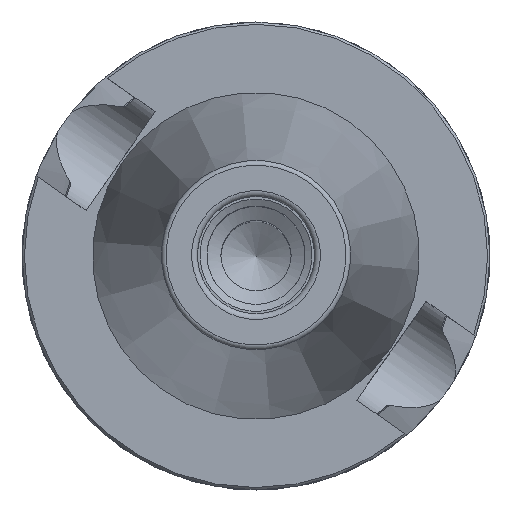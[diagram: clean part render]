
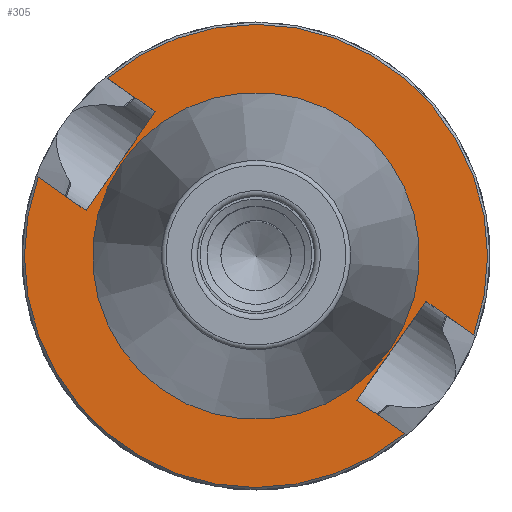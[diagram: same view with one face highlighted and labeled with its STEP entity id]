
A CAD part, top view. The second image highlights one B-rep face of the part: STEP entity #305.
In plain terms, the highlighted planar face has unit normal (0, 0, 1).
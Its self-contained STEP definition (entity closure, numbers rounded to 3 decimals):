
#128=LINE('',#1876,#146);
#129=LINE('',#1878,#147);
#130=LINE('',#1880,#148);
#131=LINE('',#1884,#149);
#132=LINE('',#1886,#150);
#133=LINE('',#1888,#151);
#146=VECTOR('',#1451,1.);
#147=VECTOR('',#1452,1.);
#148=VECTOR('',#1453,1.);
#149=VECTOR('',#1456,1.);
#150=VECTOR('',#1457,1.);
#151=VECTOR('',#1458,1.);
#249=PLANE('',#1269);
#305=ADVANCED_FACE('',(#409,#410),#249,.T.);
#409=FACE_BOUND('',#545,.T.);
#410=FACE_BOUND('',#546,.T.);
#545=EDGE_LOOP('',(#731,#732,#733,#734,#735,#736,#737,#738));
#546=EDGE_LOOP('',(#739));
#731=ORIENTED_EDGE('',*,*,#1074,.F.);
#732=ORIENTED_EDGE('',*,*,#1075,.F.);
#733=ORIENTED_EDGE('',*,*,#1076,.F.);
#734=ORIENTED_EDGE('',*,*,#1077,.T.);
#735=ORIENTED_EDGE('',*,*,#1078,.F.);
#736=ORIENTED_EDGE('',*,*,#1079,.F.);
#737=ORIENTED_EDGE('',*,*,#1080,.F.);
#738=ORIENTED_EDGE('',*,*,#1045,.T.);
#739=ORIENTED_EDGE('',*,*,#1081,.T.);
#937=VERTEX_POINT('',#1736);
#938=VERTEX_POINT('',#1738);
#959=VERTEX_POINT('',#1877);
#960=VERTEX_POINT('',#1879);
#961=VERTEX_POINT('',#1881);
#962=VERTEX_POINT('',#1883);
#963=VERTEX_POINT('',#1885);
#964=VERTEX_POINT('',#1887);
#965=VERTEX_POINT('',#1890);
#1045=EDGE_CURVE('',#938,#937,#1161,.T.);
#1074=EDGE_CURVE('',#959,#937,#128,.T.);
#1075=EDGE_CURVE('',#960,#959,#129,.T.);
#1076=EDGE_CURVE('',#961,#960,#130,.T.);
#1077=EDGE_CURVE('',#961,#962,#1173,.T.);
#1078=EDGE_CURVE('',#963,#962,#131,.T.);
#1079=EDGE_CURVE('',#964,#963,#132,.T.);
#1080=EDGE_CURVE('',#938,#964,#133,.T.);
#1081=EDGE_CURVE('',#965,#965,#1174,.T.);
#1161=CIRCLE('',#1245,49.5);
#1173=CIRCLE('',#1267,49.5);
#1174=CIRCLE('',#1268,34.663);
#1245=AXIS2_PLACEMENT_3D('',#1737,#1405,#1406);
#1267=AXIS2_PLACEMENT_3D('',#1882,#1454,#1455);
#1268=AXIS2_PLACEMENT_3D('',#1889,#1459,#1460);
#1269=AXIS2_PLACEMENT_3D('',#1891,#1461,#1462);
#1405=DIRECTION('',(0.,0.,1.));
#1406=DIRECTION('',(0.574,0.819,0.));
#1451=DIRECTION('',(0.819,-0.574,0.));
#1452=DIRECTION('',(-0.574,-0.819,0.));
#1453=DIRECTION('',(-0.819,0.574,0.));
#1454=DIRECTION('',(0.,0.,1.));
#1455=DIRECTION('',(0.574,0.819,0.));
#1456=DIRECTION('',(-0.819,0.574,0.));
#1457=DIRECTION('',(0.574,0.819,0.));
#1458=DIRECTION('',(0.819,-0.574,0.));
#1459=DIRECTION('',(0.,0.,-1.));
#1460=DIRECTION('',(-0.574,-0.819,0.));
#1461=DIRECTION('',(0.,0.,1.));
#1462=DIRECTION('',(0.574,0.819,0.));
#1736=CARTESIAN_POINT('',(31.746,-37.98,-3.));
#1737=CARTESIAN_POINT('',(0.,0.,-3.));
#1738=CARTESIAN_POINT('',(-46.547,16.841,-3.));
#1876=CARTESIAN_POINT('',(-7.401,-10.569,-3.));
#1877=CARTESIAN_POINT('',(21.515,-30.816,-3.));
#1878=CARTESIAN_POINT('',(57.595,20.71,-3.));
#1879=CARTESIAN_POINT('',(36.317,-9.678,-3.));
#1880=CARTESIAN_POINT('',(7.401,10.569,-3.));
#1881=CARTESIAN_POINT('',(46.547,-16.841,-3.));
#1882=CARTESIAN_POINT('',(0.,0.,-3.));
#1883=CARTESIAN_POINT('',(-31.746,37.98,-3.));
#1884=CARTESIAN_POINT('',(7.401,10.569,-3.));
#1885=CARTESIAN_POINT('',(-21.515,30.816,-3.));
#1886=CARTESIAN_POINT('',(-0.237,61.205,-3.));
#1887=CARTESIAN_POINT('',(-36.317,9.678,-3.));
#1888=CARTESIAN_POINT('',(-7.401,-10.569,-3.));
#1889=CARTESIAN_POINT('',(0.,0.,-3.));
#1890=CARTESIAN_POINT('',(-19.882,-28.394,-3.));
#1891=CARTESIAN_POINT('',(28.679,40.958,-3.));
